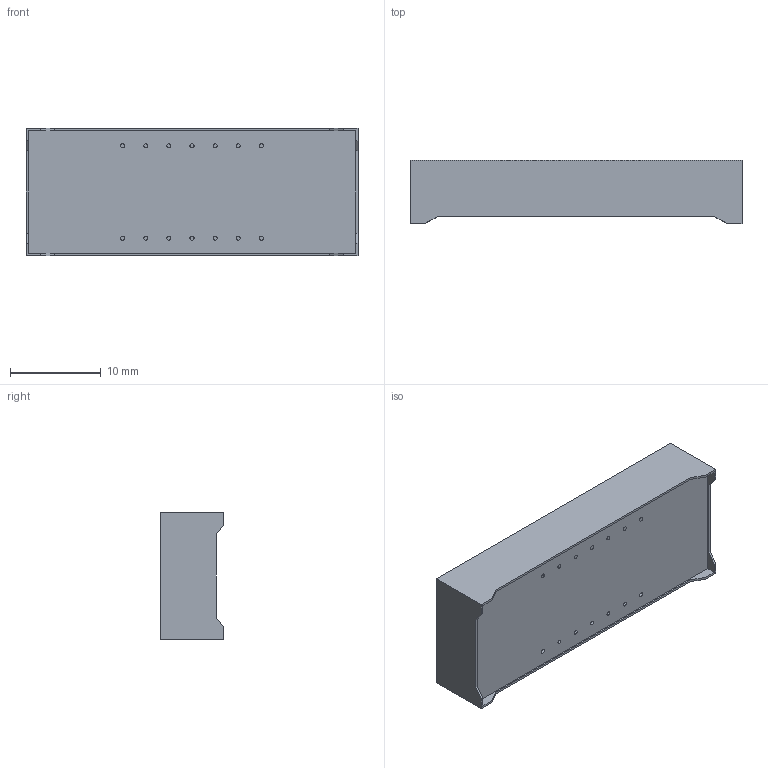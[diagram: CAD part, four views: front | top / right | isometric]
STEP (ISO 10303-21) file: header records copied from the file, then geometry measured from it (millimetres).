
FILE_DESCRIPTION(('FreeCAD Model'),'2;1');
FILE_NAME('Open CASCADE Shape Model','2021-05-14T22:23:05',('Author'),( ''),'Open CASCADE STEP processor 7.4','FreeCAD','Unknown');
FILE_SCHEMA(('AUTOMOTIVE_DESIGN { 1 0 10303 214 1 1 1 1 }'));
Length unit declared in the file: millimetre
Products named in the file (292): Unnamed; Face014; Face015; Face016; Face017; Face018; Face019; Face034; Face035; Face036; Face037; Face052; Face053; Face054; Face055; Face056; Face057; Face058; Face059; Face060; Face061; Face062; Face063; Face064; Face065; Face066; Face067; Face068; Face069; Face070; Face071; Face072; Face073; Face074; Face075; Face076; Face077; Face078; Face079; Face080 ...
Assembly tree (291 placements, depth 2):
  Unnamed
    Face014
    Face015
    Face016
    Face017
    Face018
    Face019
    Face034
    Face035
    Face036
    Face037
    Face052
    Face053
    Face054
    Face055
    Face056
    Face057
    Face058
    Face059
    Face060
    Face061
    Face062
    Face063
    Face064
    Face065
    Face066
    Face067
    Face068
    Face069
    Face070
    Face071
    Face072
    Face073
    Face074
    Face075
    Face076
    Face077
    Face078
    Face079
    Face080
    Face081
    Face082
    Face083
    Face084
    Face085
    Face086
    Face087
    Face088
    Face089
    Face090
    Face091
    Face092
    Face093
    Face094
    Face095
    Face096
    Face097
    Face098
    Face099
    Face100
Bounding box: 36.5 x 7 x 14 mm (x, y, z)
Surface area: 1705.9 mm2 (no closed solid volume)
Topology: 0 solids, 291 shells, 291 faces, 1522 edges, 1522 vertices
Faces by surface type: plane 281, cylinder 10
Entity records: 34201 total; most frequent: CARTESIAN_POINT 5377, DIRECTION 4240, LINE 2928, VECTOR 2928, ORIENTED_EDGE 1522, EDGE_CURVE 1522, VERTEX_POINT 1522, SURFACE_CURVE 1522
